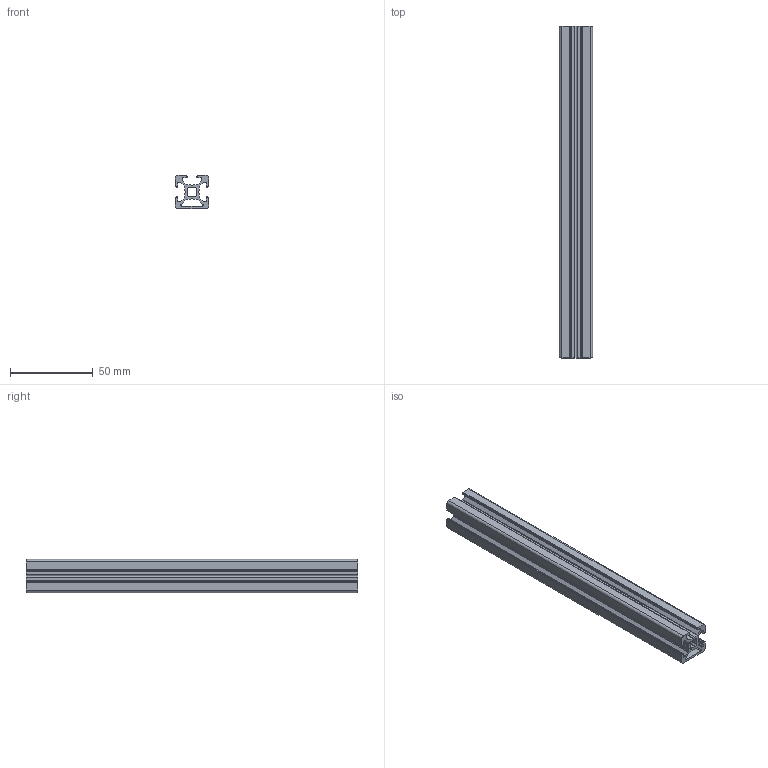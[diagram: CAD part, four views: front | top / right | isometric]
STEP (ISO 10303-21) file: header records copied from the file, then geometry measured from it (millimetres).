
FILE_DESCRIPTION (( 'STEP AP203' ), '1' );
FILE_NAME ('461992889_c_1.STEP', '2022-10-24T13:14:44', ( '' ), ( '' ), 'SwSTEP 2.0', 'SolidWorks 2014', '' );
FILE_SCHEMA (( 'CONFIG_CONTROL_DESIGN' ));
Length unit declared in the file: millimetre
Products named in the file (1): 461992889_c_1
Bounding box: 20 x 200 x 20 mm (x, y, z)
Volume: 34360.7 mm3; surface area: 37825.5 mm2
Topology: 1 solids, 1 shells, 164 faces, 486 edges, 324 vertices
Faces by surface type: cylinder 92, plane 72
Entity records: 5639 total; most frequent: DIRECTION 1000, CARTESIAN_POINT 975, ORIENTED_EDGE 972, EDGE_CURVE 486, AXIS2_PLACEMENT_3D 349, VERTEX_POINT 324, LINE 302, VECTOR 302
